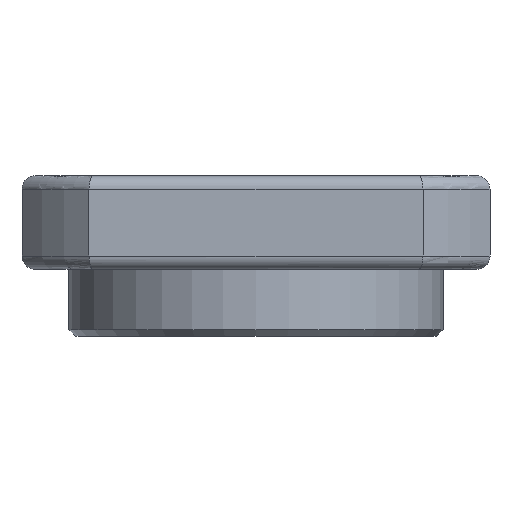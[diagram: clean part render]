
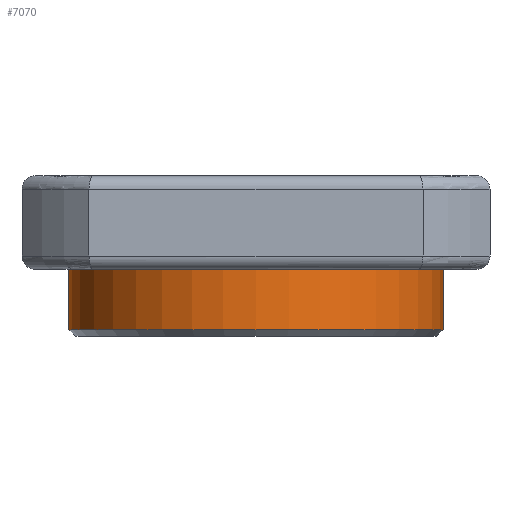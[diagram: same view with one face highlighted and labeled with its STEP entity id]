
A CAD part, front view. The second image highlights one B-rep face of the part: STEP entity #7070.
In plain terms, the highlighted cylindrical face has radius 14 mm (diameter 28 mm), a partial arc.
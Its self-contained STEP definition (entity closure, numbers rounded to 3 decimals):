
#319 = CARTESIAN_POINT ( 'NONE',  ( 14., 0., -7. ) ) ;
#415 = CARTESIAN_POINT ( 'NONE',  ( -14., 0., -11.5 ) ) ;
#517 = VERTEX_POINT ( 'NONE', #319 ) ;
#1368 = EDGE_CURVE ( 'NONE', #517, #3801, #8230, .T. ) ;
#1456 = EDGE_LOOP ( 'NONE', ( #8222, #6443, #7447, #6006 ) ) ;
#1476 = DIRECTION ( 'NONE',  ( 0., 0., -1. ) ) ;
#1821 = AXIS2_PLACEMENT_3D ( 'NONE', #9812, #9057, #3385 ) ;
#2513 = CARTESIAN_POINT ( 'NONE',  ( 0., 0., -11.5 ) ) ;
#2640 = CIRCLE ( 'NONE', #4039, 14. ) ;
#2940 = FACE_OUTER_BOUND ( 'NONE', #1456, .T. ) ;
#2945 = CARTESIAN_POINT ( 'NONE',  ( 14., 0., -34.404 ) ) ;
#3252 = EDGE_CURVE ( 'NONE', #517, #8327, #2640, .T. ) ;
#3352 = DIRECTION ( 'NONE',  ( -1., 0., 0. ) ) ;
#3385 = DIRECTION ( 'NONE',  ( -1., 0., 0. ) ) ;
#3801 = VERTEX_POINT ( 'NONE', #6742 ) ;
#3924 = VERTEX_POINT ( 'NONE', #415 ) ;
#3956 = VECTOR ( 'NONE', #8577, 1000. ) ;
#4039 = AXIS2_PLACEMENT_3D ( 'NONE', #6315, #1476, #7134 ) ;
#4571 = CIRCLE ( 'NONE', #10262, 14. ) ;
#4969 = VECTOR ( 'NONE', #7353, 1000. ) ;
#6006 = ORIENTED_EDGE ( 'NONE', *, *, #9436, .T. ) ;
#6315 = CARTESIAN_POINT ( 'NONE',  ( 0., 0., -7. ) ) ;
#6443 = ORIENTED_EDGE ( 'NONE', *, *, #3252, .T. ) ;
#6533 = CARTESIAN_POINT ( 'NONE',  ( -14., 0., -34.404 ) ) ;
#6742 = CARTESIAN_POINT ( 'NONE',  ( 14., 0., -11.5 ) ) ;
#6980 = CYLINDRICAL_SURFACE ( 'NONE', #1821, 14. ) ;
#7070 = ADVANCED_FACE ( 'NONE', ( #2940 ), #6980, .T. ) ;
#7120 = LINE ( 'NONE', #6533, #4969 ) ;
#7134 = DIRECTION ( 'NONE',  ( -1., 0., 0. ) ) ;
#7353 = DIRECTION ( 'NONE',  ( 0., 0., -1. ) ) ;
#7447 = ORIENTED_EDGE ( 'NONE', *, *, #8461, .T. ) ;
#8163 = DIRECTION ( 'NONE',  ( 0., 0., 1. ) ) ;
#8222 = ORIENTED_EDGE ( 'NONE', *, *, #1368, .F. ) ;
#8230 = LINE ( 'NONE', #2945, #3956 ) ;
#8327 = VERTEX_POINT ( 'NONE', #9509 ) ;
#8461 = EDGE_CURVE ( 'NONE', #8327, #3924, #7120, .T. ) ;
#8577 = DIRECTION ( 'NONE',  ( 0., 0., -1. ) ) ;
#9057 = DIRECTION ( 'NONE',  ( 0., 0., -1. ) ) ;
#9436 = EDGE_CURVE ( 'NONE', #3924, #3801, #4571, .T. ) ;
#9509 = CARTESIAN_POINT ( 'NONE',  ( -14., 0., -7. ) ) ;
#9812 = CARTESIAN_POINT ( 'NONE',  ( 0., 0., -34.404 ) ) ;
#10262 = AXIS2_PLACEMENT_3D ( 'NONE', #2513, #8163, #3352 ) ;
